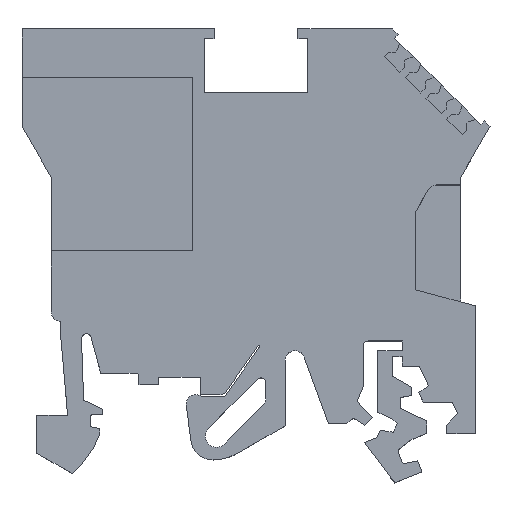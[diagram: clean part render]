
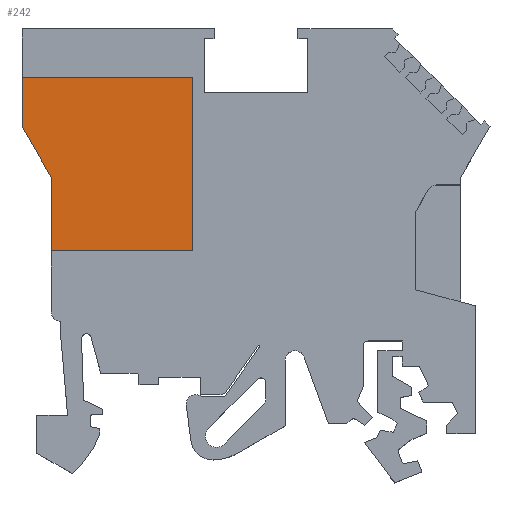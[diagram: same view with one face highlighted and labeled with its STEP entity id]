
A CAD part, top view. The second image highlights one B-rep face of the part: STEP entity #242.
In plain terms, the highlighted planar face has unit normal (0, 0, 1).
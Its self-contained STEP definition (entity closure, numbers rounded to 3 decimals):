
#242=ADVANCED_FACE('',(#661),#453,.F.);
#453=PLANE('',#4819);
#661=FACE_OUTER_BOUND('',#896,.T.);
#896=EDGE_LOOP('',(#1819,#1820,#1821,#1822,#1823,#1824));
#1819=ORIENTED_EDGE('',*,*,#3355,.T.);
#1820=ORIENTED_EDGE('',*,*,#3356,.T.);
#1821=ORIENTED_EDGE('',*,*,#3021,.T.);
#1822=ORIENTED_EDGE('',*,*,#3018,.F.);
#1823=ORIENTED_EDGE('',*,*,#3262,.F.);
#1824=ORIENTED_EDGE('',*,*,#3357,.F.);
#2533=VERTEX_POINT('',#6501);
#2534=VERTEX_POINT('',#6503);
#2536=VERTEX_POINT('',#6509);
#2752=VERTEX_POINT('',#6991);
#2841=VERTEX_POINT('',#7176);
#2842=VERTEX_POINT('',#7177);
#3018=EDGE_CURVE('',#2533,#2534,#3641,.T.);
#3021=EDGE_CURVE('',#2536,#2534,#3644,.T.);
#3262=EDGE_CURVE('',#2752,#2533,#3858,.T.);
#3355=EDGE_CURVE('',#2841,#2842,#3938,.T.);
#3356=EDGE_CURVE('',#2842,#2536,#3939,.T.);
#3357=EDGE_CURVE('',#2841,#2752,#3940,.T.);
#3641=LINE('',#6502,#4224);
#3644=LINE('',#6508,#4227);
#3858=LINE('',#6992,#4441);
#3938=LINE('',#7175,#4521);
#3939=LINE('',#7178,#4522);
#3940=LINE('',#7179,#4523);
#4224=VECTOR('',#5280,1.);
#4227=VECTOR('',#5285,1.);
#4441=VECTOR('',#5605,1.);
#4521=VECTOR('',#5715,1.);
#4522=VECTOR('',#5716,1.);
#4523=VECTOR('',#5717,1.);
#4819=AXIS2_PLACEMENT_3D('',#7180,#5718,#5719);
#5280=DIRECTION('',(0.,1.,0.));
#5285=DIRECTION('',(-1.,0.,0.));
#5605=DIRECTION('',(-0.5,0.866,0.));
#5715=DIRECTION('',(1.,0.,0.));
#5716=DIRECTION('',(0.,1.,0.));
#5717=DIRECTION('',(0.,1.,0.));
#5718=DIRECTION('',(0.,0.,-1.));
#5719=DIRECTION('',(-1.,0.,0.));
#6501=CARTESIAN_POINT('',(-43.86,15.,0.7));
#6502=CARTESIAN_POINT('',(-43.86,15.,0.7));
#6503=CARTESIAN_POINT('',(-43.86,20.05,0.7));
#6508=CARTESIAN_POINT('',(-39.86,20.05,0.7));
#6509=CARTESIAN_POINT('',(-26.36,20.05,0.7));
#6991=CARTESIAN_POINT('',(-40.86,9.804,0.7));
#6992=CARTESIAN_POINT('',(-40.86,9.804,0.7));
#7175=CARTESIAN_POINT('',(-32.735,2.25,0.7));
#7176=CARTESIAN_POINT('',(-40.86,2.25,0.7));
#7177=CARTESIAN_POINT('',(-26.36,2.25,0.7));
#7178=CARTESIAN_POINT('',(-26.36,-4.,0.7));
#7179=CARTESIAN_POINT('',(-40.86,-4.,0.7));
#7180=CARTESIAN_POINT('',(-39.86,-4.,0.7));
